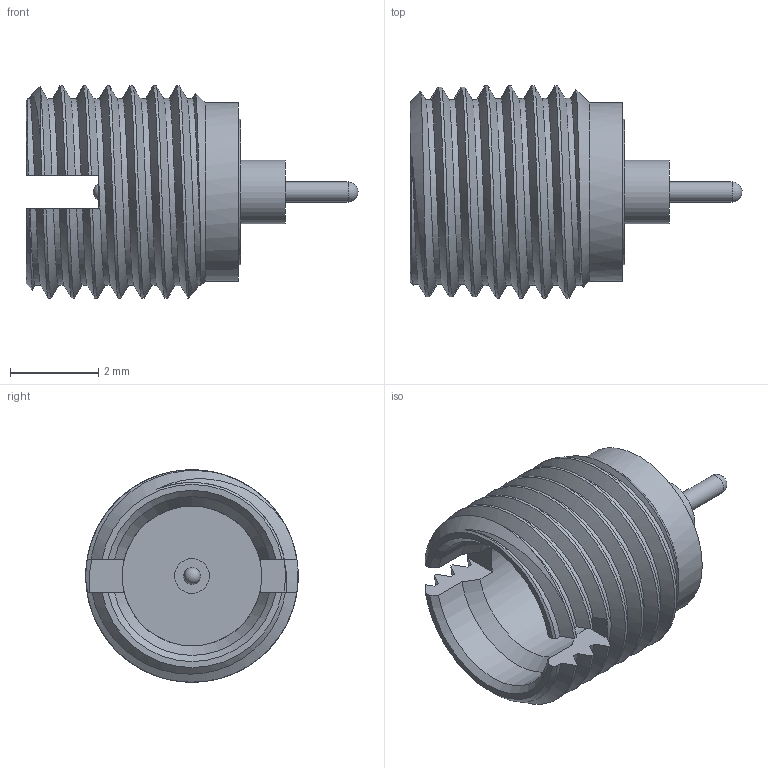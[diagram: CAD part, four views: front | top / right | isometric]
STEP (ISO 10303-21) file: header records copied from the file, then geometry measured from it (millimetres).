
FILE_DESCRIPTION (( 'STEP AP203' ), '1' );
FILE_NAME ('SC5516.step', '2020-04-24T22:14:10', ( '' ), ( '' ), 'SwSTEP 2.0', 'SolidWorks 2018', '' );
FILE_SCHEMA (( 'CONFIG_CONTROL_DESIGN' ));
Length unit declared in the file: inch
Products named in the file (1): SC5516
Bounding box: 7.54 x 4.83 x 4.83 mm (x, y, z)
Volume: 41.7 mm3; surface area: 202 mm2
Topology: 1 solids, 2 shells, 63 faces, 166 edges, 109 vertices
Faces by surface type: bspline 21, cylinder 17, plane 16, cone 7, sphere 2
Full cylindrical faces by diameter (mm): 0.381 x1, 0.457 x1, 0.786 x1, 1.448 x1, 3.175 x1, 3.303 x1, 3.405 x1, 3.941 x1, 4.06 x1
Entity records: 9007 total; most frequent: CARTESIAN_POINT 7732, ORIENTED_EDGE 292, DIRECTION 174, EDGE_CURVE 146, VERTEX_POINT 103, EDGE_LOOP 79, AXIS2_PLACEMENT_3D 74, FACE_OUTER_BOUND 72
